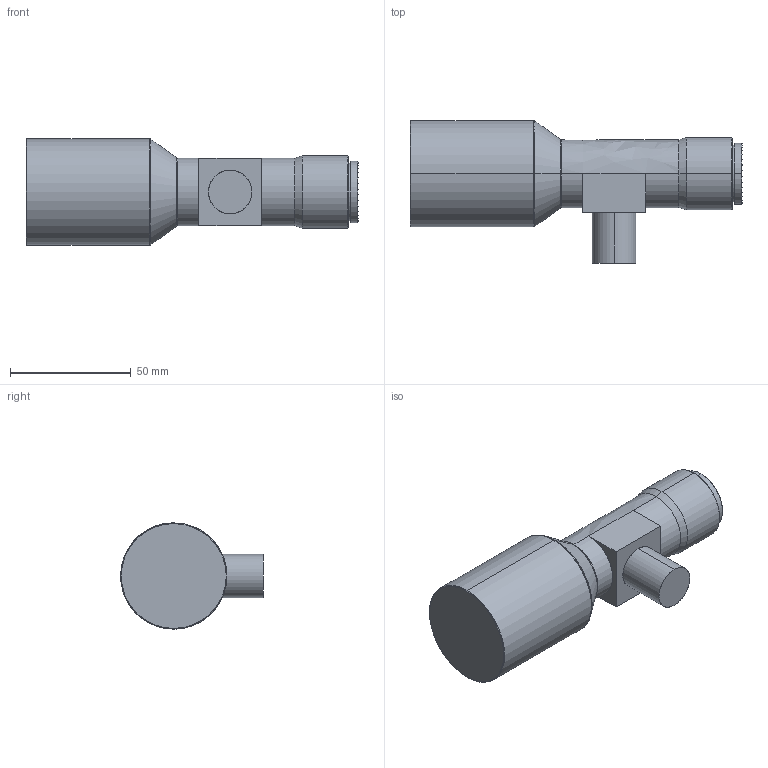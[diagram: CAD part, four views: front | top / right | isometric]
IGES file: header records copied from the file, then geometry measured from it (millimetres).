
Start section: SolidWorks IGES file using analytic representation for surfaces
Global section: file name: WWK07-108C-110.IGS; native system: SolidWorks 2017; preprocessor: SolidWorks 2017; author: Administrator; date: 210518.165621; units: millimetre
Bounding box: 137.4 x 59.1 x 44 mm (x, y, z)
Surface area: 19529.7 mm2 (no closed solid volume)
Topology: 0 solids, 0 shells, 37 faces, 514 edges, 514 vertices
Faces by surface type: revolution 23, bspline 14
